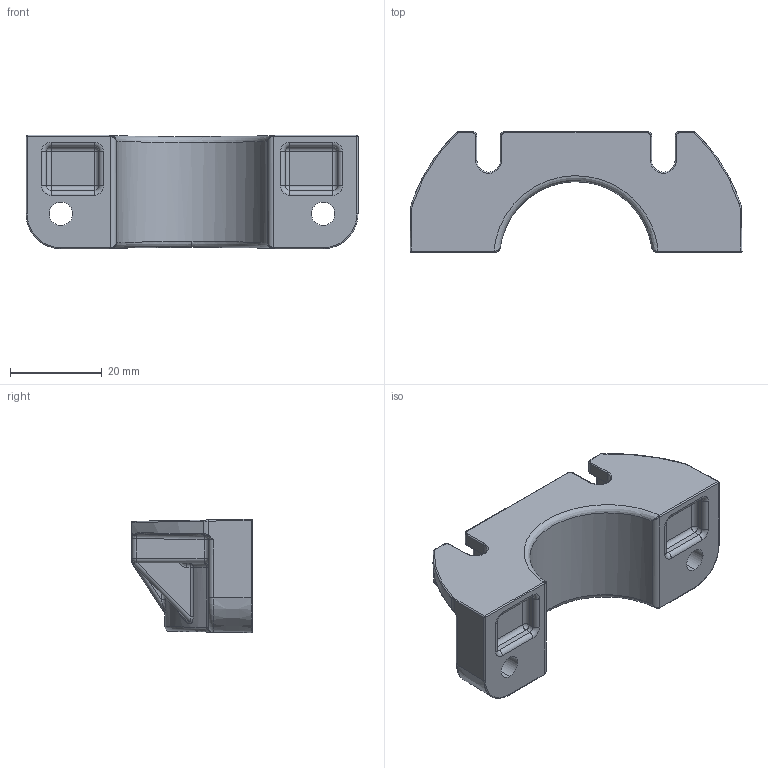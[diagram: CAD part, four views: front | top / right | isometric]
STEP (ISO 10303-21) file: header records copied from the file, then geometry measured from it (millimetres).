
FILE_DESCRIPTION (( 'STEP AP214' ), '1' );
FILE_NAME ('am-5110_half Pipe Clamp.STEP', '2023-04-13T14:16:13', ( '' ), ( '' ), 'SwSTEP 2.0', 'SolidWorks 2022', '' );
FILE_SCHEMA (( 'AUTOMOTIVE_DESIGN' ));
Length unit declared in the file: inch
Products named in the file (1): am-5110_half Pipe Clamp
Bounding box: 72.38 x 26.32 x 24.76 mm (x, y, z)
Volume: 15457 mm3; surface area: 8250.1 mm2
Topology: 1 solids, 1 shells, 366 faces, 858 edges, 470 vertices
Faces by surface type: cylinder 160, bspline 74, plane 64, sphere 34, torus 32, cone 2
Entity records: 11868 total; most frequent: CARTESIAN_POINT 4154, ORIENTED_EDGE 1660, DIRECTION 1604, EDGE_CURVE 830, AXIS2_PLACEMENT_3D 639, VERTEX_POINT 470, EDGE_LOOP 374, FACE_OUTER_BOUND 366
